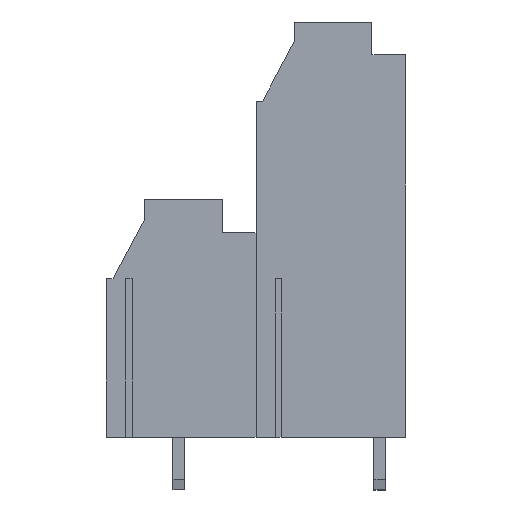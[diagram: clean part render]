
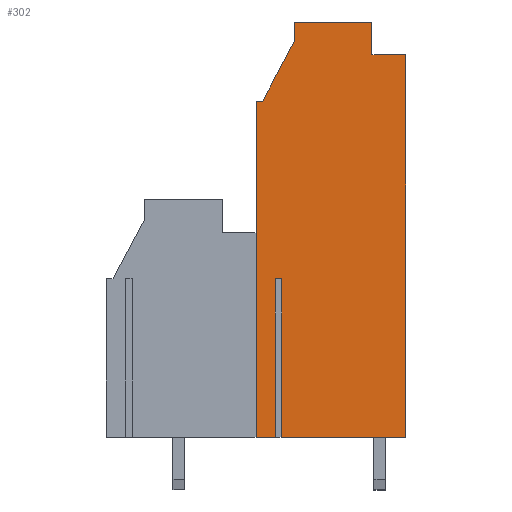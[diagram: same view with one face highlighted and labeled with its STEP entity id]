
A CAD part, top view. The second image highlights one B-rep face of the part: STEP entity #302.
In plain terms, the highlighted planar face has unit normal (0, 0, 1).
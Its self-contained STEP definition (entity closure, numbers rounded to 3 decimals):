
#302 = ADVANCED_FACE( '', ( #694 ), #695, .T. );
#694 = FACE_OUTER_BOUND( '', #1179, .T. );
#695 = PLANE( '', #1180 );
#1179 = EDGE_LOOP( '', ( #1950, #1951, #1952, #1953, #1954, #1955, #1956, #1957, #1958, #1959, #1960, #1961, #1962, #1963 ) );
#1180 = AXIS2_PLACEMENT_3D( '', #1964, #1965, #1966 );
#1950 = ORIENTED_EDGE( '', *, *, #3125, .F. );
#1951 = ORIENTED_EDGE( '', *, *, #3148, .F. );
#1952 = ORIENTED_EDGE( '', *, *, #3149, .F. );
#1953 = ORIENTED_EDGE( '', *, *, #2983, .F. );
#1954 = ORIENTED_EDGE( '', *, *, #3150, .F. );
#1955 = ORIENTED_EDGE( '', *, *, #3151, .F. );
#1956 = ORIENTED_EDGE( '', *, *, #3152, .F. );
#1957 = ORIENTED_EDGE( '', *, *, #3153, .F. );
#1958 = ORIENTED_EDGE( '', *, *, #3154, .F. );
#1959 = ORIENTED_EDGE( '', *, *, #2948, .F. );
#1960 = ORIENTED_EDGE( '', *, *, #3155, .F. );
#1961 = ORIENTED_EDGE( '', *, *, #3156, .F. );
#1962 = ORIENTED_EDGE( '', *, *, #3157, .F. );
#1963 = ORIENTED_EDGE( '', *, *, #3042, .F. );
#1964 = CARTESIAN_POINT( '', ( 22.7, -7.565, 7.62 ) );
#1965 = DIRECTION( '', ( 0., 0., 1. ) );
#1966 = DIRECTION( '', ( -1., 0., 0. ) );
#2948 = EDGE_CURVE( '', #3551, #3547, #3553, .T. );
#2983 = EDGE_CURVE( '', #3612, #3614, #3615, .T. );
#3042 = EDGE_CURVE( '', #3716, #3718, #3719, .T. );
#3125 = EDGE_CURVE( '', #3849, #3716, #3851, .T. );
#3148 = EDGE_CURVE( '', #3881, #3849, #3882, .T. );
#3149 = EDGE_CURVE( '', #3614, #3881, #3883, .T. );
#3150 = EDGE_CURVE( '', #3884, #3612, #3885, .T. );
#3151 = EDGE_CURVE( '', #3886, #3884, #3887, .T. );
#3152 = EDGE_CURVE( '', #3888, #3886, #3889, .T. );
#3153 = EDGE_CURVE( '', #3890, #3888, #3891, .T. );
#3154 = EDGE_CURVE( '', #3547, #3890, #3892, .T. );
#3155 = EDGE_CURVE( '', #3893, #3551, #3894, .T. );
#3156 = EDGE_CURVE( '', #3895, #3893, #3896, .T. );
#3157 = EDGE_CURVE( '', #3718, #3895, #3897, .T. );
#3547 = VERTEX_POINT( '', #4415 );
#3551 = VERTEX_POINT( '', #4421 );
#3553 = LINE( '', #4424, #4425 );
#3612 = VERTEX_POINT( '', #4508 );
#3614 = VERTEX_POINT( '', #4511 );
#3615 = LINE( '', #4512, #4513 );
#3716 = VERTEX_POINT( '', #4660 );
#3718 = VERTEX_POINT( '', #4663 );
#3719 = LINE( '', #4664, #4665 );
#3849 = VERTEX_POINT( '', #4847 );
#3851 = LINE( '', #4850, #4851 );
#3881 = VERTEX_POINT( '', #4892 );
#3882 = LINE( '', #4893, #4894 );
#3883 = LINE( '', #4895, #4896 );
#3884 = VERTEX_POINT( '', #4897 );
#3885 = LINE( '', #4898, #4899 );
#3886 = VERTEX_POINT( '', #4900 );
#3887 = LINE( '', #4901, #4902 );
#3888 = VERTEX_POINT( '', #4903 );
#3889 = LINE( '', #4904, #4905 );
#3890 = VERTEX_POINT( '', #4906 );
#3891 = LINE( '', #4907, #4908 );
#3892 = LINE( '', #4909, #4910 );
#3893 = VERTEX_POINT( '', #4911 );
#3894 = LINE( '', #4912, #4913 );
#3895 = VERTEX_POINT( '', #4914 );
#3896 = LINE( '', #4915, #4916 );
#3897 = LINE( '', #4917, #4918 );
#4415 = CARTESIAN_POINT( '', ( 13.304, 12., 7.62 ) );
#4421 = CARTESIAN_POINT( '', ( 13.304, 0., 7.62 ) );
#4424 = CARTESIAN_POINT( '', ( 13.304, 0., 7.62 ) );
#4425 = VECTOR( '', #5518, 1000. );
#4508 = CARTESIAN_POINT( '', ( 11.35, 25.5, 7.62 ) );
#4511 = CARTESIAN_POINT( '', ( 11.85, 25.5, 7.62 ) );
#4512 = CARTESIAN_POINT( '', ( 5.35, 25.5, 7.62 ) );
#4513 = VECTOR( '', #5550, 1000. );
#4660 = CARTESIAN_POINT( '', ( 20.15, 31.5, 7.62 ) );
#4663 = CARTESIAN_POINT( '', ( 20.15, 29., 7.62 ) );
#4664 = CARTESIAN_POINT( '', ( 20.15, 0., 7.62 ) );
#4665 = VECTOR( '', #5604, 1000. );
#4847 = CARTESIAN_POINT( '', ( 14.25, 31.5, 7.62 ) );
#4850 = CARTESIAN_POINT( '', ( 5.35, 31.5, 7.62 ) );
#4851 = VECTOR( '', #5688, 1000. );
#4892 = CARTESIAN_POINT( '', ( 14.25, 30., 7.62 ) );
#4893 = CARTESIAN_POINT( '', ( 14.25, 0., 7.62 ) );
#4894 = VECTOR( '', #5709, 1000. );
#4895 = CARTESIAN_POINT( '', ( -1.75, 0., 7.62 ) );
#4896 = VECTOR( '', #5710, 1000. );
#4897 = CARTESIAN_POINT( '', ( 11.35, 15.5, 7.62 ) );
#4898 = CARTESIAN_POINT( '', ( 11.35, 0., 7.62 ) );
#4899 = VECTOR( '', #5711, 1000. );
#4900 = CARTESIAN_POINT( '', ( 11.35, 0., 7.62 ) );
#4901 = CARTESIAN_POINT( '', ( 11.35, -7.565, 7.62 ) );
#4902 = VECTOR( '', #5712, 1000. );
#4903 = CARTESIAN_POINT( '', ( 12.796, 0., 7.62 ) );
#4904 = CARTESIAN_POINT( '', ( 5.35, 0., 7.62 ) );
#4905 = VECTOR( '', #5713, 1000. );
#4906 = CARTESIAN_POINT( '', ( 12.796, 12., 7.62 ) );
#4907 = CARTESIAN_POINT( '', ( 12.796, 0., 7.62 ) );
#4908 = VECTOR( '', #5714, 1000. );
#4909 = CARTESIAN_POINT( '', ( 5.35, 12., 7.62 ) );
#4910 = VECTOR( '', #5715, 1000. );
#4911 = CARTESIAN_POINT( '', ( 22.7, 0., 7.62 ) );
#4912 = CARTESIAN_POINT( '', ( 5.35, 0., 7.62 ) );
#4913 = VECTOR( '', #5716, 1000. );
#4914 = CARTESIAN_POINT( '', ( 22.7, 29., 7.62 ) );
#4915 = CARTESIAN_POINT( '', ( 22.7, 0., 7.62 ) );
#4916 = VECTOR( '', #5717, 1000. );
#4917 = CARTESIAN_POINT( '', ( 5.35, 29., 7.62 ) );
#4918 = VECTOR( '', #5718, 1000. );
#5518 = DIRECTION( '', ( 0., 1., 0. ) );
#5550 = DIRECTION( '', ( 1., 0., 0. ) );
#5604 = DIRECTION( '', ( 0., -1., 0. ) );
#5688 = DIRECTION( '', ( 1., 0., 0. ) );
#5709 = DIRECTION( '', ( 0., 1., 0. ) );
#5710 = DIRECTION( '', ( 0.471, 0.882, 0. ) );
#5711 = DIRECTION( '', ( 0., 1., 0. ) );
#5712 = DIRECTION( '', ( 0., 1., 0. ) );
#5713 = DIRECTION( '', ( -1., 0., 0. ) );
#5714 = DIRECTION( '', ( 0., -1., 0. ) );
#5715 = DIRECTION( '', ( -1., 0., 0. ) );
#5716 = DIRECTION( '', ( -1., 0., 0. ) );
#5717 = DIRECTION( '', ( 0., -1., 0. ) );
#5718 = DIRECTION( '', ( 1., 0., 0. ) );
